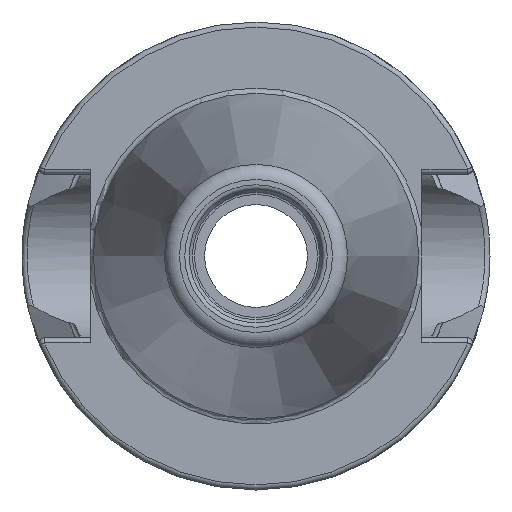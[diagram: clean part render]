
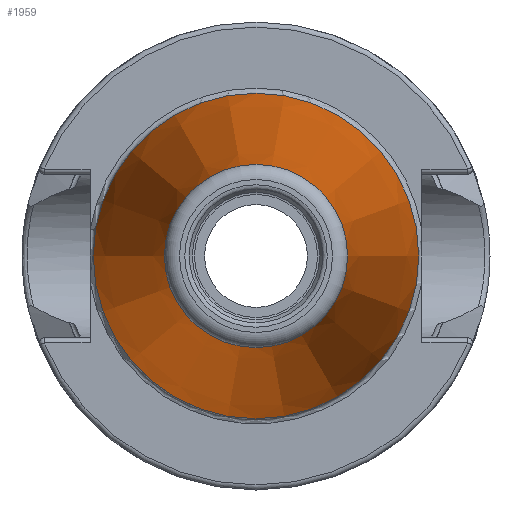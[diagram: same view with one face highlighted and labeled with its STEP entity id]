
A CAD part, left-side view. The second image highlights one B-rep face of the part: STEP entity #1959.
In plain terms, the highlighted conical face has half-angle 8.297 degrees and reference radius 12.502 mm.
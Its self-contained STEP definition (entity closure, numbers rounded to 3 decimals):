
#59=CONICAL_SURFACE('',#2169,12.502,0.145);
#219=FACE_OUTER_BOUND('',#331,.T.);
#331=EDGE_LOOP('',(#1553,#1554,#1555,#1556,#1557,#1558,#1559));
#439=LINE('',#3732,#517);
#517=VECTOR('',#2636,12.502);
#630=CIRCLE('',#2165,9.004);
#631=CIRCLE('',#2166,9.004);
#632=CIRCLE('',#2167,9.004);
#634=CIRCLE('',#2170,15.999);
#635=CIRCLE('',#2171,15.999);
#841=VERTEX_POINT('',#3720);
#842=VERTEX_POINT('',#3721);
#843=VERTEX_POINT('',#3723);
#844=VERTEX_POINT('',#3728);
#845=VERTEX_POINT('',#3729);
#1105=EDGE_CURVE('',#841,#842,#630,.T.);
#1106=EDGE_CURVE('',#843,#841,#631,.T.);
#1107=EDGE_CURVE('',#842,#843,#632,.T.);
#1109=EDGE_CURVE('',#844,#845,#634,.T.);
#1110=EDGE_CURVE('',#845,#844,#635,.T.);
#1111=EDGE_CURVE('',#845,#843,#439,.T.);
#1553=ORIENTED_EDGE('',*,*,#1109,.F.);
#1554=ORIENTED_EDGE('',*,*,#1110,.F.);
#1555=ORIENTED_EDGE('',*,*,#1111,.T.);
#1556=ORIENTED_EDGE('',*,*,#1106,.T.);
#1557=ORIENTED_EDGE('',*,*,#1105,.T.);
#1558=ORIENTED_EDGE('',*,*,#1107,.T.);
#1559=ORIENTED_EDGE('',*,*,#1111,.F.);
#1959=ADVANCED_FACE('',(#219),#59,.T.);
#2165=AXIS2_PLACEMENT_3D('',#3722,#2622,#2623);
#2166=AXIS2_PLACEMENT_3D('',#3724,#2624,#2625);
#2167=AXIS2_PLACEMENT_3D('',#3725,#2626,#2627);
#2169=AXIS2_PLACEMENT_3D('',#3727,#2630,#2631);
#2170=AXIS2_PLACEMENT_3D('',#3730,#2632,#2633);
#2171=AXIS2_PLACEMENT_3D('',#3731,#2634,#2635);
#2622=DIRECTION('center_axis',(1.,0.,0.));
#2623=DIRECTION('ref_axis',(0.,0.,-1.));
#2624=DIRECTION('center_axis',(1.,0.,0.));
#2625=DIRECTION('ref_axis',(0.,0.,-1.));
#2626=DIRECTION('center_axis',(1.,0.,0.));
#2627=DIRECTION('ref_axis',(0.,0.,-1.));
#2630=DIRECTION('center_axis',(1.,0.,0.));
#2631=DIRECTION('ref_axis',(0.,1.,0.));
#2632=DIRECTION('center_axis',(1.,0.,0.));
#2633=DIRECTION('ref_axis',(0.,0.,-1.));
#2634=DIRECTION('center_axis',(1.,0.,0.));
#2635=DIRECTION('ref_axis',(0.,0.,-1.));
#2636=DIRECTION('',(-0.99,0.144,0.));
#3720=CARTESIAN_POINT('',(-47.116,9.004,0.));
#3721=CARTESIAN_POINT('',(-47.116,0.,9.004));
#3722=CARTESIAN_POINT('Origin',(-47.116,0.,
0.));
#3723=CARTESIAN_POINT('',(-47.116,-9.004,0.));
#3724=CARTESIAN_POINT('Origin',(-47.116,0.,
0.));
#3725=CARTESIAN_POINT('Origin',(-47.116,0.,
0.));
#3727=CARTESIAN_POINT('Origin',(-23.132,0.,
0.));
#3728=CARTESIAN_POINT('',(0.852,15.999,0.));
#3729=CARTESIAN_POINT('',(0.852,-15.999,0.));
#3730=CARTESIAN_POINT('Origin',(0.852,0.,
0.));
#3731=CARTESIAN_POINT('Origin',(0.852,0.,
0.));
#3732=CARTESIAN_POINT('',(-23.132,-12.502,0.));
